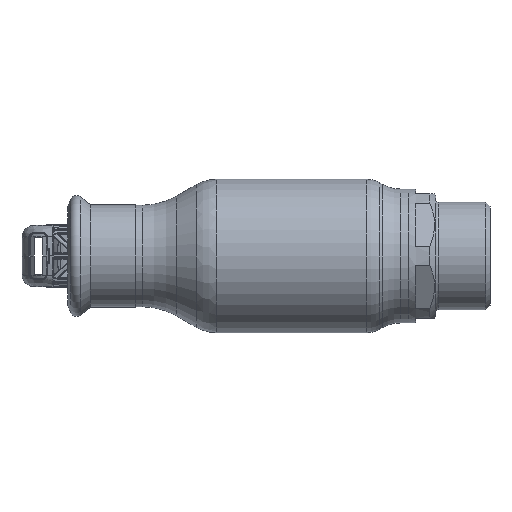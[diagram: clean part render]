
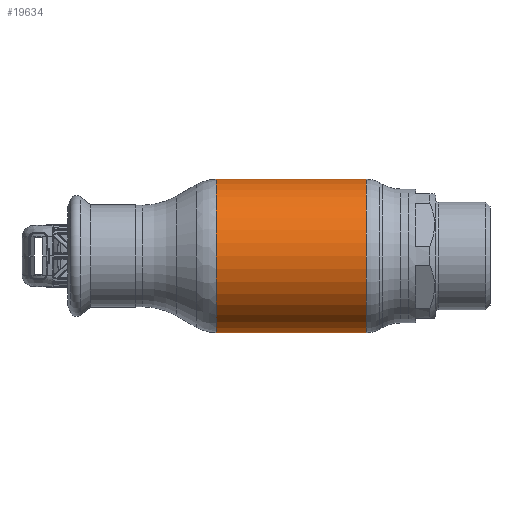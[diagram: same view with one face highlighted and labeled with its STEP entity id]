
A CAD part, front view. The second image highlights one B-rep face of the part: STEP entity #19634.
In plain terms, the highlighted cylindrical face has radius 34 mm (diameter 68 mm), a partial arc.
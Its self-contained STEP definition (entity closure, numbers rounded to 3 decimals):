
#3348 = DIRECTION ( 'NONE',  ( 1., 0., 0. ) ) ;
#3464 = EDGE_CURVE ( 'NONE', #48401, #19223, #33214, .T. ) ;
#4110 = CARTESIAN_POINT ( 'NONE',  ( -33.177, 0., -34. ) ) ;
#5194 = CARTESIAN_POINT ( 'NONE',  ( 33.177, 0., 0. ) ) ;
#7062 = CARTESIAN_POINT ( 'NONE',  ( 62.69, 0., 34. ) ) ;
#7278 = DIRECTION ( 'NONE',  ( 1., 0., 0. ) ) ;
#9481 = DIRECTION ( 'NONE',  ( 1., 0., 0. ) ) ;
#9997 = AXIS2_PLACEMENT_3D ( 'NONE', #24877, #9481, #19498 ) ;
#13169 = FACE_OUTER_BOUND ( 'NONE', #19226, .T. ) ;
#14643 = VERTEX_POINT ( 'NONE', #21078 ) ;
#14766 = CYLINDRICAL_SURFACE ( 'NONE', #9997, 34. ) ;
#19223 = VERTEX_POINT ( 'NONE', #4110 ) ;
#19226 = EDGE_LOOP ( 'NONE', ( #32711, #44984, #46234, #29386 ) ) ;
#19498 = DIRECTION ( 'NONE',  ( 0., 0., -1. ) ) ;
#19634 = ADVANCED_FACE ( 'NONE', ( #13169 ), #14766, .T. ) ;
#20668 = AXIS2_PLACEMENT_3D ( 'NONE', #64346, #3348, #33828 ) ;
#21078 = CARTESIAN_POINT ( 'NONE',  ( 33.177, 0., 34. ) ) ;
#22115 = VECTOR ( 'NONE', #7278, 1000. ) ;
#24626 = CARTESIAN_POINT ( 'NONE',  ( 33.177, 0., -34. ) ) ;
#24877 = CARTESIAN_POINT ( 'NONE',  ( 62.69, 0., 0. ) ) ;
#25653 = DIRECTION ( 'NONE',  ( 0., 0., -1. ) ) ;
#29386 = ORIENTED_EDGE ( 'NONE', *, *, #61089, .F. ) ;
#32144 = DIRECTION ( 'NONE',  ( 1., 0., 0. ) ) ;
#32639 = CIRCLE ( 'NONE', #60336, 34. ) ;
#32711 = ORIENTED_EDGE ( 'NONE', *, *, #62459, .F. ) ;
#33214 = CIRCLE ( 'NONE', #20668, 34. ) ;
#33828 = DIRECTION ( 'NONE',  ( 0., 0., -1. ) ) ;
#34443 = EDGE_CURVE ( 'NONE', #19223, #58514, #64799, .T. ) ;
#35204 = DIRECTION ( 'NONE',  ( 1., 0., 0. ) ) ;
#40864 = VECTOR ( 'NONE', #32144, 1000. ) ;
#44984 = ORIENTED_EDGE ( 'NONE', *, *, #3464, .T. ) ;
#46234 = ORIENTED_EDGE ( 'NONE', *, *, #34443, .T. ) ;
#48401 = VERTEX_POINT ( 'NONE', #48583 ) ;
#48583 = CARTESIAN_POINT ( 'NONE',  ( -33.177, 0., 34. ) ) ;
#49890 = LINE ( 'NONE', #7062, #22115 ) ;
#58514 = VERTEX_POINT ( 'NONE', #24626 ) ;
#60336 = AXIS2_PLACEMENT_3D ( 'NONE', #5194, #35204, #25653 ) ;
#61089 = EDGE_CURVE ( 'NONE', #14643, #58514, #32639, .T. ) ;
#62459 = EDGE_CURVE ( 'NONE', #48401, #14643, #49890, .T. ) ;
#62607 = CARTESIAN_POINT ( 'NONE',  ( 62.69, 0., -34. ) ) ;
#64346 = CARTESIAN_POINT ( 'NONE',  ( -33.177, 0., 0. ) ) ;
#64799 = LINE ( 'NONE', #62607, #40864 ) ;
